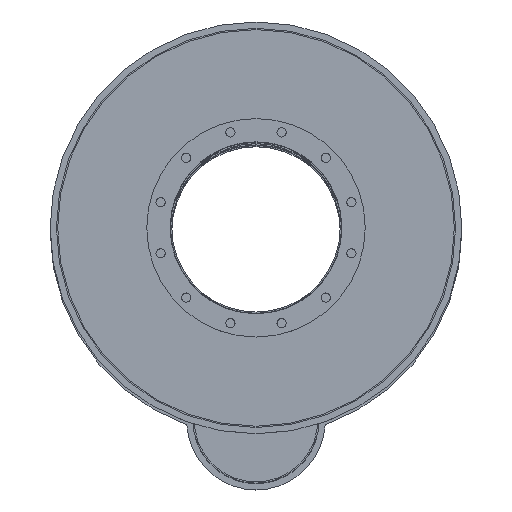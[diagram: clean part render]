
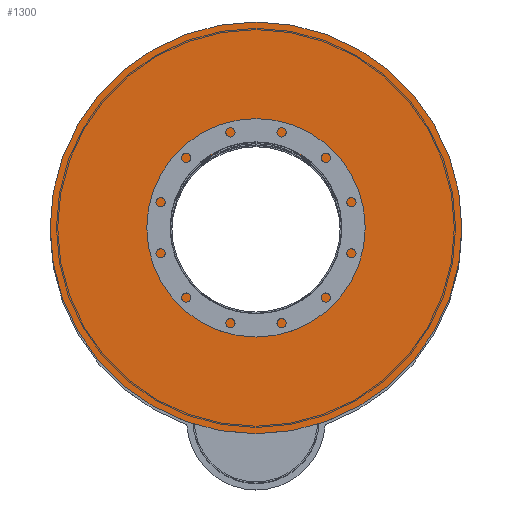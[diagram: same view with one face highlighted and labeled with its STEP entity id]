
A CAD part, top view. The second image highlights one B-rep face of the part: STEP entity #1300.
In plain terms, the highlighted planar face has unit normal (0, 0, 1).
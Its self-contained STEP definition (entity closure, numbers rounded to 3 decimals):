
#142=PLANE('',#1488);
#250=FACE_BOUND('',#523,.T.);
#336=FACE_OUTER_BOUND('',#522,.T.);
#522=EDGE_LOOP('',(#1150));
#523=EDGE_LOOP('',(#1151));
#634=CIRCLE('',#1483,204.5);
#636=CIRCLE('',#1486,490.);
#754=VERTEX_POINT('',#2220);
#756=VERTEX_POINT('',#2225);
#890=EDGE_CURVE('',#754,#754,#634,.T.);
#892=EDGE_CURVE('',#756,#756,#636,.T.);
#1150=ORIENTED_EDGE('',*,*,#892,.F.);
#1151=ORIENTED_EDGE('',*,*,#890,.T.);
#1300=ADVANCED_FACE('',(#336,#250),#142,.F.);
#1483=AXIS2_PLACEMENT_3D('',#2221,#1862,#1863);
#1486=AXIS2_PLACEMENT_3D('',#2226,#1868,#1869);
#1488=AXIS2_PLACEMENT_3D('',#2229,#1872,#1873);
#1862=DIRECTION('center_axis',(0.,0.,-1.));
#1863=DIRECTION('ref_axis',(-1.,0.,0.));
#1868=DIRECTION('center_axis',(0.,0.,-1.));
#1869=DIRECTION('ref_axis',(-1.,0.,0.));
#1872=DIRECTION('center_axis',(0.,0.,-1.));
#1873=DIRECTION('ref_axis',(-1.,0.,0.));
#2220=CARTESIAN_POINT('',(204.5,0.,4108.));
#2221=CARTESIAN_POINT('Origin',(0.,0.,4108.));
#2225=CARTESIAN_POINT('',(490.,0.,4108.));
#2226=CARTESIAN_POINT('Origin',(0.,0.,4108.));
#2229=CARTESIAN_POINT('Origin',(0.,0.,4108.));
